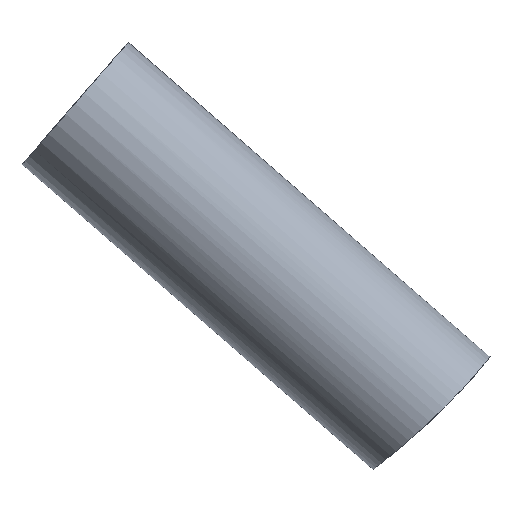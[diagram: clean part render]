
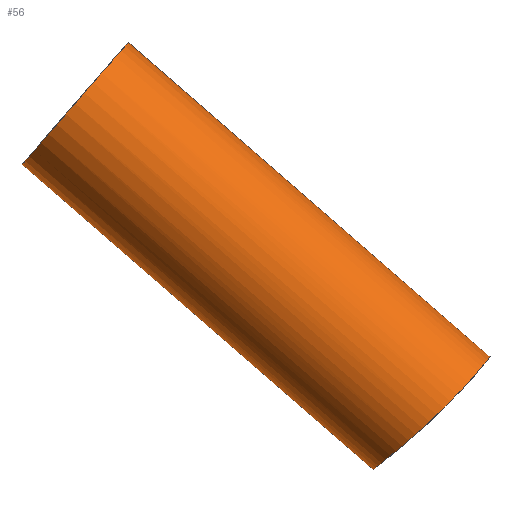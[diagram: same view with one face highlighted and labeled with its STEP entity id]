
A CAD part, front view. The second image highlights one B-rep face of the part: STEP entity #56.
In plain terms, the highlighted cylindrical face has radius 11.113 mm (diameter 22.225 mm), a full revolution.
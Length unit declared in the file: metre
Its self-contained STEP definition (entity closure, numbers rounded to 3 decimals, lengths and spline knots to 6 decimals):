
#16=CIRCLE('',#76,0.011113);
#19=CYLINDRICAL_SURFACE('',#75,0.011113);
#22=ORIENTED_EDGE('',*,*,#29,.F.);
#23=ORIENTED_EDGE('',*,*,#30,.F.);
#29=EDGE_CURVE('',#33,#33,#37,.T.);
#30=EDGE_CURVE('',#34,#34,#16,.T.);
#33=VERTEX_POINT('',#137);
#34=VERTEX_POINT('',#140);
#37=B_SPLINE_CURVE_WITH_KNOTS('',3,(#118,#119,#120,#121,#122,#123,#124,
#125,#126,#127,#128,#129,#130,#131,#132,#133,#134,#135,#136),
 .UNSPECIFIED.,.T.,.F.,(1,1,1,1,1,1,1,1,1,1,1,1,1,1,1,1,1,1,1,1,1,1,1),
(-0.013065,-0.00871,-0.004355,0.,
0.004355,0.00871,0.013065,0.01742,
0.021775,0.02613,0.030484,0.034839,
0.039194,0.043549,0.047904,0.052259,
0.056614,0.060969,0.065324,0.069679,
0.074034,0.078389,0.082744),.UNSPECIFIED.);
#39=EDGE_LOOP('',(#22));
#40=EDGE_LOOP('',(#23));
#47=FACE_BOUND('',#39,.T.);
#48=FACE_BOUND('',#40,.T.);
#56=ADVANCED_FACE('',(#47,#48),#19,.T.);
#75=AXIS2_PLACEMENT_3D('',#138,#85,#86);
#76=AXIS2_PLACEMENT_3D('',#139,#87,#88);
#85=DIRECTION('',(-0.755,0.,0.656));
#86=DIRECTION('',(0.656,0.,0.755));
#87=DIRECTION('',(-0.755,0.,0.656));
#88=DIRECTION('',(0.656,0.,0.755));
#118=CARTESIAN_POINT('',(-0.141076,0.004393,-0.362976));
#119=CARTESIAN_POINT('',(-0.140531,-0.000004,-0.362282));
#120=CARTESIAN_POINT('',(-0.141073,-0.004378,-0.362973));
#121=CARTESIAN_POINT('',(-0.142656,-0.008082,-0.364889));
#122=CARTESIAN_POINT('',(-0.145144,-0.010548,-0.367647));
#123=CARTESIAN_POINT('',(-0.148238,-0.011401,-0.370743));
#124=CARTESIAN_POINT('',(-0.151476,-0.010524,-0.373682));
#125=CARTESIAN_POINT('',(-0.154329,-0.008065,-0.376075));
#126=CARTESIAN_POINT('',(-0.156299,-0.004378,-0.377638));
#127=CARTESIAN_POINT('',(-0.157006,-0.000005,-0.378183));
#128=CARTESIAN_POINT('',(-0.156303,0.004367,-0.37764));
#129=CARTESIAN_POINT('',(-0.154337,0.008054,-0.376081));
#130=CARTESIAN_POINT('',(-0.15149,0.010516,-0.373694));
#131=CARTESIAN_POINT('',(-0.148251,0.011401,-0.370755));
#132=CARTESIAN_POINT('',(-0.145151,0.010554,-0.367654));
#133=CARTESIAN_POINT('',(-0.14266,0.008086,-0.364893));
#134=CARTESIAN_POINT('',(-0.141076,0.004393,-0.362976));
#135=CARTESIAN_POINT('',(-0.140531,-0.000004,-0.362282));
#136=CARTESIAN_POINT('',(-0.141073,-0.004378,-0.362973));
#137=CARTESIAN_POINT('',(-0.140712,0.,-0.362513));
#138=CARTESIAN_POINT('',(0.07674,0.,-0.566265));
#139=CARTESIAN_POINT('',(-0.197688,0.,-0.327709));
#140=CARTESIAN_POINT('',(-0.190397,0.,-0.319323));
